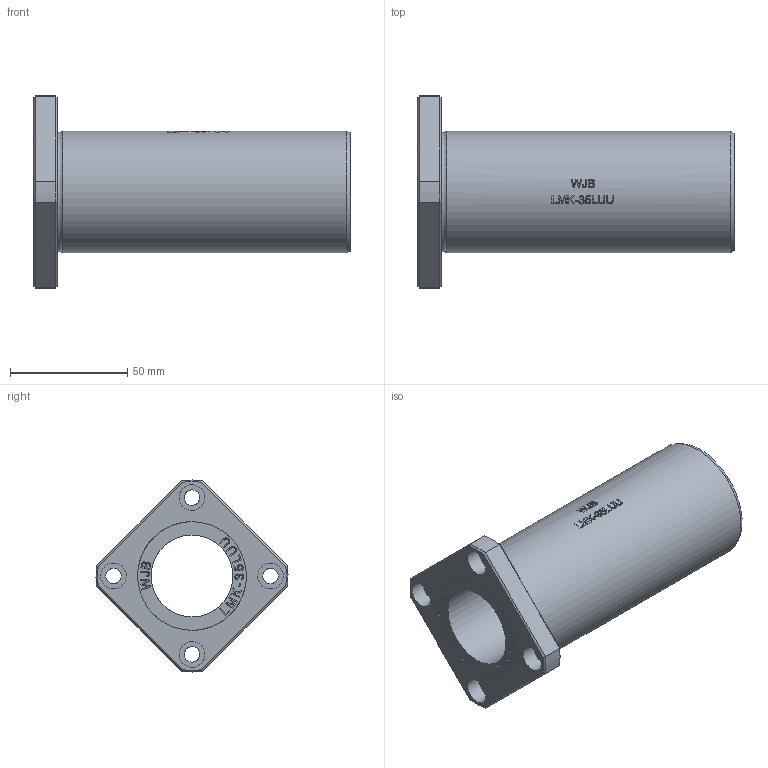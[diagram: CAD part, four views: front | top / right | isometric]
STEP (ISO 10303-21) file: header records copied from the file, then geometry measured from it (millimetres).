
FILE_DESCRIPTION(/* description */ (''),/* implementation_level */ '2;1');
FILE_NAME(/* name */ 'WJB-LMK-35LUU.stp',/* time_stamp */ '2018-09-14T23:23:26+08:00',/* author */ (''),/* organization */ (''),/* preprocessor_version */ 'ST-DEVELOPER v11',/* originating_system */ 'SIEMENS UGS NX 6.0',/* authorisation */ '');
FILE_SCHEMA (('CONFIG_CONTROL_DESIGN'));
Length unit declared in the file: millimetre
Products named in the file (1): WJB-LMK-35LUU
Bounding box: 135 x 81.99 x 82 mm (x, y, z)
Volume: 172242.9 mm3; surface area: 44553.4 mm2
Topology: 1 solids, 1 shells, 383 faces, 1011 edges, 679 vertices
Faces by surface type: plane 253, extrusion 90, cylinder 30, cone 8, torus 2
Full cylindrical faces by diameter (mm): 6.6 x4, 11 x4, 35 x1, 46.4 x2, 52 x1
Entity records: 15182 total; most frequent: CARTESIAN_POINT 6384, ORIENTED_EDGE 1994, DIRECTION 1322, EDGE_CURVE 997, VERTEX_POINT 679, VECTOR 580, B_SPLINE_CURVE_WITH_KNOTS 520, LINE 490
